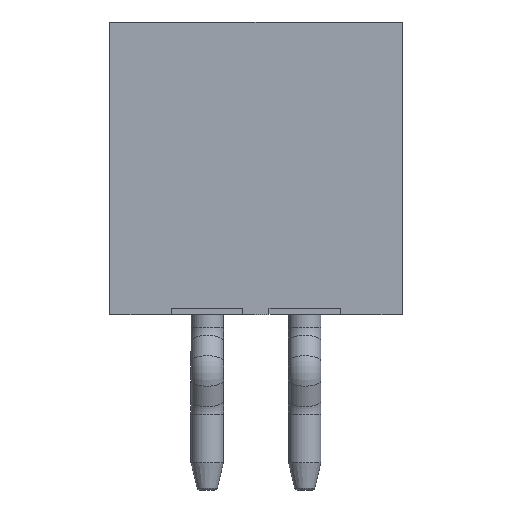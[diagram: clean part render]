
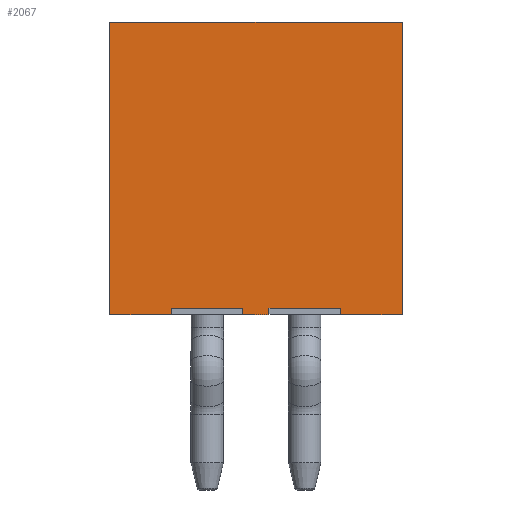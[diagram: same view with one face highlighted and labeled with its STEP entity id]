
A CAD part, front view. The second image highlights one B-rep face of the part: STEP entity #2067.
In plain terms, the highlighted face is planar.
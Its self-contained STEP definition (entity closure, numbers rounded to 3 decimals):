
#28=LINE('',#2665,#188);
#31=LINE('',#2671,#191);
#33=LINE('',#2675,#193);
#67=LINE('',#2749,#227);
#79=LINE('',#2774,#239);
#153=LINE('',#2917,#313);
#157=LINE('',#2926,#317);
#160=LINE('',#2932,#320);
#179=LINE('',#2971,#339);
#180=LINE('',#2973,#340);
#181=LINE('',#2974,#341);
#182=LINE('',#2975,#342);
#188=VECTOR('',#2292,1000.);
#191=VECTOR('',#2297,1000.);
#193=VECTOR('',#2301,1000.);
#227=VECTOR('',#2353,1000.);
#239=VECTOR('',#2367,1000.);
#313=VECTOR('',#2491,1000.);
#317=VECTOR('',#2497,1000.);
#320=VECTOR('',#2502,1000.);
#339=VECTOR('',#2549,1000.);
#340=VECTOR('',#2552,1000.);
#341=VECTOR('',#2553,1000.);
#342=VECTOR('',#2554,1000.);
#403=PLANE('',#2182);
#736=ORIENTED_EDGE('',*,*,#974,.T.);
#737=ORIENTED_EDGE('',*,*,#825,.T.);
#738=ORIENTED_EDGE('',*,*,#823,.T.);
#739=ORIENTED_EDGE('',*,*,#820,.T.);
#740=ORIENTED_EDGE('',*,*,#975,.T.);
#741=ORIENTED_EDGE('',*,*,#947,.T.);
#742=ORIENTED_EDGE('',*,*,#951,.T.);
#743=ORIENTED_EDGE('',*,*,#954,.T.);
#744=ORIENTED_EDGE('',*,*,#976,.T.);
#745=ORIENTED_EDGE('',*,*,#873,.F.);
#746=ORIENTED_EDGE('',*,*,#973,.F.);
#747=ORIENTED_EDGE('',*,*,#861,.T.);
#820=EDGE_CURVE('',#1008,#1009,#28,.T.);
#823=EDGE_CURVE('',#1010,#1008,#31,.T.);
#825=EDGE_CURVE('',#1011,#1010,#33,.T.);
#861=EDGE_CURVE('',#1042,#1041,#67,.T.);
#873=EDGE_CURVE('',#1053,#1054,#79,.T.);
#947=EDGE_CURVE('',#1098,#1099,#153,.T.);
#951=EDGE_CURVE('',#1099,#1102,#157,.T.);
#954=EDGE_CURVE('',#1102,#1104,#160,.T.);
#973=EDGE_CURVE('',#1042,#1053,#179,.T.);
#974=EDGE_CURVE('',#1041,#1011,#180,.T.);
#975=EDGE_CURVE('',#1009,#1098,#181,.T.);
#976=EDGE_CURVE('',#1104,#1054,#182,.T.);
#1008=VERTEX_POINT('',#2666);
#1009=VERTEX_POINT('',#2667);
#1010=VERTEX_POINT('',#2672);
#1011=VERTEX_POINT('',#2676);
#1041=VERTEX_POINT('',#2748);
#1042=VERTEX_POINT('',#2750);
#1053=VERTEX_POINT('',#2773);
#1054=VERTEX_POINT('',#2775);
#1098=VERTEX_POINT('',#2918);
#1099=VERTEX_POINT('',#2919);
#1102=VERTEX_POINT('',#2927);
#1104=VERTEX_POINT('',#2933);
#1241=EDGE_LOOP('',(#736,#737,#738,#739,#740,#741,#742,#743,#744,#745,#746,
#747));
#1359=FACE_BOUND('',#1241,.T.);
#2067=ADVANCED_FACE('',(#1359),#403,.T.);
#2182=AXIS2_PLACEMENT_3D('',#2972,#2550,#2551);
#2292=DIRECTION('',(0.,0.,-1.));
#2297=DIRECTION('',(-1.,0.,0.));
#2301=DIRECTION('',(0.,0.,1.));
#2353=DIRECTION('',(0.,0.,-1.));
#2367=DIRECTION('',(0.,0.,-1.));
#2491=DIRECTION('',(0.,0.,1.));
#2497=DIRECTION('',(-1.,0.,0.));
#2502=DIRECTION('',(0.,0.,-1.));
#2549=DIRECTION('',(-1.,0.,0.));
#2550=DIRECTION('',(0.,1.,0.));
#2551=DIRECTION('',(0.,0.,1.));
#2552=DIRECTION('',(-1.,0.,0.));
#2553=DIRECTION('',(-1.,0.,0.));
#2554=DIRECTION('',(-1.,0.,0.));
#2665=CARTESIAN_POINT('',(0.2,1.75,-2.15));
#2666=CARTESIAN_POINT('',(0.2,1.75,-2.15));
#2667=CARTESIAN_POINT('',(0.2,1.75,-2.25));
#2671=CARTESIAN_POINT('',(1.3,1.75,-2.15));
#2672=CARTESIAN_POINT('',(1.3,1.75,-2.15));
#2675=CARTESIAN_POINT('',(1.3,1.75,-2.25));
#2676=CARTESIAN_POINT('',(1.3,1.75,-2.25));
#2748=CARTESIAN_POINT('',(2.25,1.75,-2.25));
#2749=CARTESIAN_POINT('',(2.25,1.75,2.25));
#2750=CARTESIAN_POINT('',(2.25,1.75,2.25));
#2773=CARTESIAN_POINT('',(-2.25,1.75,2.25));
#2774=CARTESIAN_POINT('',(-2.25,1.75,2.25));
#2775=CARTESIAN_POINT('',(-2.25,1.75,-2.25));
#2917=CARTESIAN_POINT('',(-0.2,1.75,-2.25));
#2918=CARTESIAN_POINT('',(-0.2,1.75,-2.25));
#2919=CARTESIAN_POINT('',(-0.2,1.75,-2.15));
#2926=CARTESIAN_POINT('',(-0.2,1.75,-2.15));
#2927=CARTESIAN_POINT('',(-1.3,1.75,-2.15));
#2932=CARTESIAN_POINT('',(-1.3,1.75,-2.15));
#2933=CARTESIAN_POINT('',(-1.3,1.75,-2.25));
#2971=CARTESIAN_POINT('',(2.25,1.75,2.25));
#2972=CARTESIAN_POINT('',(2.25,1.75,2.25));
#2973=CARTESIAN_POINT('',(2.25,1.75,-2.25));
#2974=CARTESIAN_POINT('',(2.25,1.75,-2.25));
#2975=CARTESIAN_POINT('',(2.25,1.75,-2.25));
